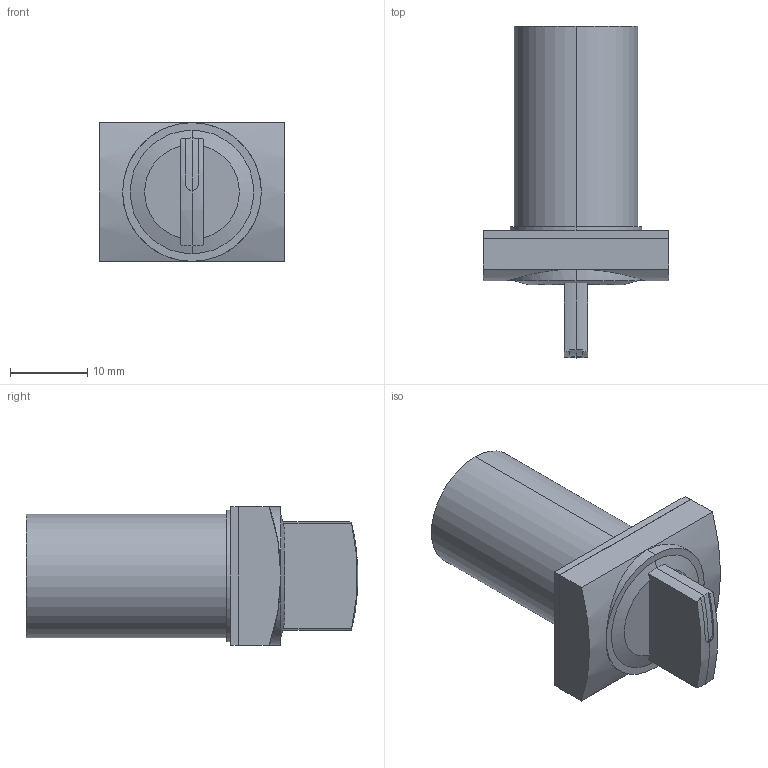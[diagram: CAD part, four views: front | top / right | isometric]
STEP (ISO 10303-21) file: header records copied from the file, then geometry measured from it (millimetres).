
FILE_DESCRIPTION(('starvars output'),'2;1');
FILE_NAME('ZB6DD27_3D.stp','08:16:49 2020/04/01',( 'Thomas Industrial Network Germany GmbH'),( 'Thomas Industrial Network Germany GmbH'),'unknown preprocess','ACIS' ,'unknown authorization');
FILE_SCHEMA(('AUTOMOTIVE_DESIGN_CC2 {UNKNOWN IMPLEMENTATION LEVEL}'));
Length unit declared in the file: millimetre
Products named in the file (1): PRODUCT_ID_380
Bounding box: 24 x 43 x 18 mm (x, y, z)
Volume: 8487.4 mm3; surface area: 3012.2 mm2
Topology: 1 solids, 1 shells, 40 faces, 94 edges, 61 vertices
Faces by surface type: plane 19, cylinder 15, sphere 4, cone 2
Entity records: 1462 total; most frequent: CARTESIAN_POINT 245, ORIENTED_EDGE 188, DIRECTION 141, EDGE_CURVE 94, VERTEX_POINT 61, AXIS2_PLACEMENT_3D 49, EDGE_LOOP 45, FACE_BOUND 45
